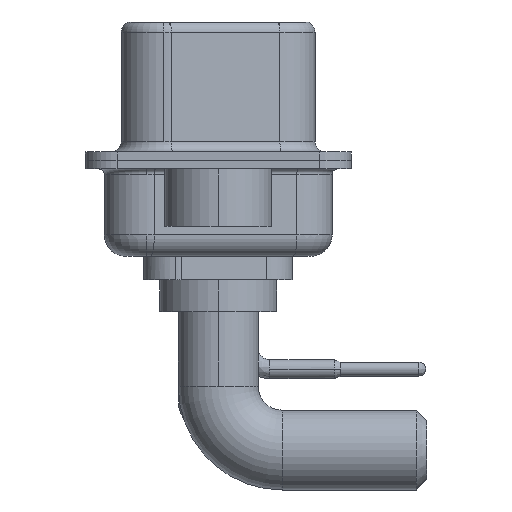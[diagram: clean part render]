
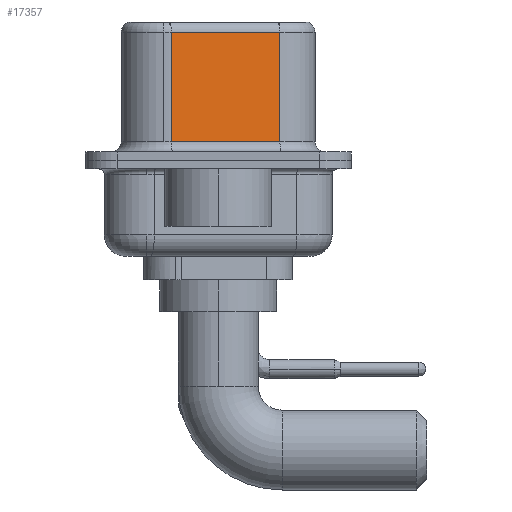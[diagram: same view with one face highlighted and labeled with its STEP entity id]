
A CAD part, left-side view. The second image highlights one B-rep face of the part: STEP entity #17357.
In plain terms, the highlighted planar face has unit normal (-0.985, -0.174, 0).
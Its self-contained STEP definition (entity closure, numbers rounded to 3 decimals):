
#1012 = LINE ( 'NONE', #12840, #25269 ) ;
#1041 = CARTESIAN_POINT ( 'NONE',  ( 3.68, 2.203, 6.02 ) ) ;
#1293 = VECTOR ( 'NONE', #12696, 1000. ) ;
#1665 = VERTEX_POINT ( 'NONE', #14075 ) ;
#1824 = ORIENTED_EDGE ( 'NONE', *, *, #12884, .T. ) ;
#3001 = ORIENTED_EDGE ( 'NONE', *, *, #17584, .T. ) ;
#3045 = VECTOR ( 'NONE', #20321, 1000. ) ;
#3193 = CARTESIAN_POINT ( 'NONE',  ( 3.68, 2.203, 0.9 ) ) ;
#3250 = VERTEX_POINT ( 'NONE', #19118 ) ;
#4158 = VERTEX_POINT ( 'NONE', #3193 ) ;
#6119 = LINE ( 'NONE', #9776, #14101 ) ;
#6786 = DIRECTION ( 'NONE',  ( 0.985, 0.174, 0. ) ) ;
#7663 = EDGE_CURVE ( 'NONE', #1665, #3250, #1012, .T. ) ;
#8375 = CARTESIAN_POINT ( 'NONE',  ( 4.58, -2.897, 0.9 ) ) ;
#8487 = DIRECTION ( 'NONE',  ( -0.174, 0.985, 0. ) ) ;
#9776 = CARTESIAN_POINT ( 'NONE',  ( 4.58, -2.897, 6.02 ) ) ;
#10381 = LINE ( 'NONE', #16354, #1293 ) ;
#10527 = EDGE_CURVE ( 'NONE', #14849, #4158, #10381, .T. ) ;
#12696 = DIRECTION ( 'NONE',  ( 0., 0., -1. ) ) ;
#12840 = CARTESIAN_POINT ( 'NONE',  ( 4.58, -2.897, 6.52 ) ) ;
#12880 = CARTESIAN_POINT ( 'NONE',  ( 4.58, -2.897, 6.52 ) ) ;
#12884 = EDGE_CURVE ( 'NONE', #4158, #3250, #18500, .T. ) ;
#13596 = ORIENTED_EDGE ( 'NONE', *, *, #7663, .F. ) ;
#14075 = CARTESIAN_POINT ( 'NONE',  ( 4.58, -2.897, 6.02 ) ) ;
#14101 = VECTOR ( 'NONE', #17812, 1000. ) ;
#14849 = VERTEX_POINT ( 'NONE', #1041 ) ;
#16354 = CARTESIAN_POINT ( 'NONE',  ( 3.68, 2.203, 6.52 ) ) ;
#16849 = ORIENTED_EDGE ( 'NONE', *, *, #10527, .T. ) ;
#17357 = ADVANCED_FACE ( 'NONE', ( #22359 ), #18604, .F. ) ;
#17584 = EDGE_CURVE ( 'NONE', #1665, #14849, #6119, .T. ) ;
#17812 = DIRECTION ( 'NONE',  ( -0.174, 0.985, 0. ) ) ;
#18500 = LINE ( 'NONE', #8375, #3045 ) ;
#18604 = PLANE ( 'NONE',  #22383 ) ;
#19118 = CARTESIAN_POINT ( 'NONE',  ( 4.58, -2.897, 0.9 ) ) ;
#20321 = DIRECTION ( 'NONE',  ( 0.174, -0.985, 0. ) ) ;
#20644 = DIRECTION ( 'NONE',  ( 0., 0., -1. ) ) ;
#20696 = EDGE_LOOP ( 'NONE', ( #13596, #3001, #16849, #1824 ) ) ;
#22359 = FACE_OUTER_BOUND ( 'NONE', #20696, .T. ) ;
#22383 = AXIS2_PLACEMENT_3D ( 'NONE', #12880, #6786, #8487 ) ;
#25269 = VECTOR ( 'NONE', #20644, 1000. ) ;
